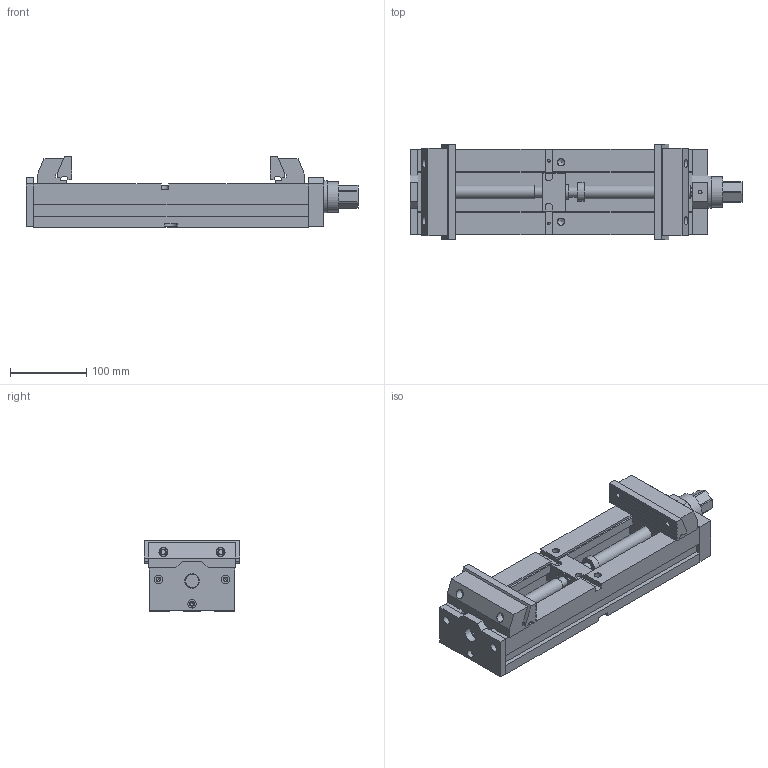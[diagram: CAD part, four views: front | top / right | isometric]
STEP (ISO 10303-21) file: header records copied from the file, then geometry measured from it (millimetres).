
FILE_DESCRIPTION(/* description */ (''),/* implementation_level */ '2;1');
FILE_NAME(/* name */ '30CF_125_Mordaza_Una.stp',/* time_stamp */ '2013-07-22T12:38:14+02:00',/* author */ (''),/* organization */ (''),/* preprocessor_version */ 'ST-DEVELOPER v11',/* originating_system */ 'SIEMENS PLM Software NX 7.5',/* authorisation */ '');
FILE_SCHEMA (('AUTOMOTIVE_DESIGN { 1 0 10303 214 1 1 1 1 }'));
Length unit declared in the file: millimetre
Products named in the file (1): 30CF_125_Mordaza_Una
Bounding box: 435 x 125 x 92.95 mm (x, y, z)
Volume: 2257156.3 mm3; surface area: 401514.3 mm2
Topology: 17 solids, 17 shells, 666 faces, 1803 edges, 1205 vertices
Faces by surface type: plane 409, cylinder 205, cone 52
Full cylindrical faces by diameter (mm): 2.459 x1, 3.25 x2, 3.432 x2, 5.188 x19, 6.1 x6, 6.5 x8, 6.985 x8, 7.5 x4, 8 x8, 8.1 x4, 8.782 x2, 11 x6, 11.5 x4, 13 x2, 16 x1, 16.2 x2, 17.97 x1, 18 x2, 19 x4, 19.1 x1, 22 x5, 24 x2, 25.5 x2, 28 x3, 28.2 x2, 30 x3, 38 x2, 40 x1, 41 x1, 42 x1
Entity records: 24942 total; most frequent: CARTESIAN_POINT 4147, DIRECTION 3280, ORIENTED_EDGE 3080, EDGE_CURVE 1540, VERTEX_POINT 1128, AXIS2_PLACEMENT_3D 1123, LINE 1034, VECTOR 1034
